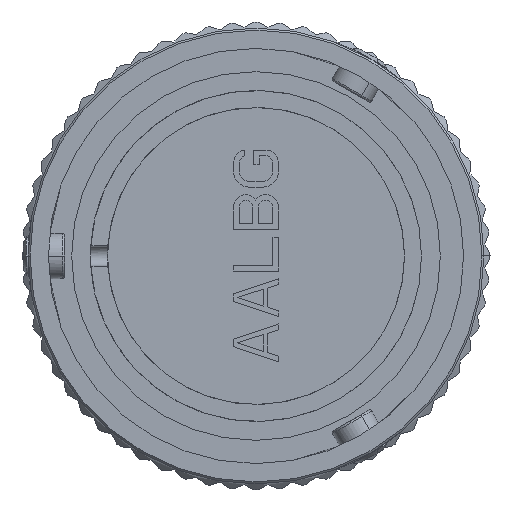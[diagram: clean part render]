
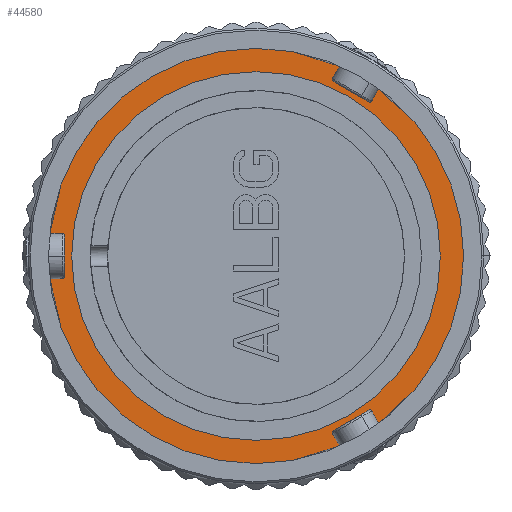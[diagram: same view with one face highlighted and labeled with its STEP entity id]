
A CAD part, left-side view. The second image highlights one B-rep face of the part: STEP entity #44580.
In plain terms, the highlighted planar face has unit normal (-1, 0, 0).
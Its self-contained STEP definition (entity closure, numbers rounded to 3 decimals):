
#3572=CARTESIAN_POINT('',(20.26,0.,0.));
#3573=DIRECTION('',(-1.,0.,0.));
#3574=DIRECTION('',(0.,-1.,0.));
#3575=AXIS2_PLACEMENT_3D('',#3572,#3573,#3574);
#3724=CARTESIAN_POINT('',(20.26,0.,0.));
#3725=DIRECTION('',(-1.,0.,0.));
#3726=DIRECTION('',(0.,1.,0.));
#3727=AXIS2_PLACEMENT_3D('',#3724,#3725,#3726);
#3940=CARTESIAN_POINT('',(20.26,0.,0.));
#3941=DIRECTION('',(1.,0.,0.));
#3942=DIRECTION('',(0.,1.,0.));
#3943=AXIS2_PLACEMENT_3D('',#3940,#3941,#3942);
#3945=CARTESIAN_POINT('',(20.26,0.,0.));
#3946=DIRECTION('',(1.,0.,0.));
#3947=DIRECTION('',(0.,-1.,0.));
#3948=AXIS2_PLACEMENT_3D('',#3945,#3946,#3947);
#39901=CARTESIAN_POINT('',(20.26,18.3,0.));
#39902=CARTESIAN_POINT('',(20.26,-18.3,0.));
#39903=VERTEX_POINT('',#39901);
#39904=VERTEX_POINT('',#39902);
#39948=CARTESIAN_POINT('',(20.26,20.61,-0.002));
#39949=CARTESIAN_POINT('',(20.26,-20.61,0.002));
#39950=VERTEX_POINT('',#39948);
#39951=VERTEX_POINT('',#39949);
#44564=CARTESIAN_POINT('',(20.26,0.,0.));
#44565=DIRECTION('',(1.,0.,0.));
#44566=DIRECTION('',(0.,0.,1.));
#44567=AXIS2_PLACEMENT_3D('',#44564,#44565,#44566);
#44568=PLANE('1126',#44567);
#44570=ORIENTED_EDGE('9933',*,*,#44569,.F.);
#44571=ORIENTED_EDGE('9935',*,*,#44537,.F.);
#44572=EDGE_LOOP('1126',(#44570,#44571));
#44573=FACE_OUTER_BOUND('1126',#44572,.F.);
#44575=ORIENTED_EDGE('9906',*,*,#44574,.F.);
#44577=ORIENTED_EDGE('9908',*,*,#44576,.F.);
#44578=EDGE_LOOP('1126',(#44575,#44577));
#44579=FACE_BOUND('1126',#44578,.F.);
#3576=CIRCLE('9935',#3575,20.61);
#3728=CIRCLE('9933',#3727,20.61);
#3944=CIRCLE('9906',#3943,18.3);
#3949=CIRCLE('9908',#3948,18.3);
#44537=EDGE_CURVE('9935',#39951,#39950,#3576,.T.);
#44569=EDGE_CURVE('9933',#39950,#39951,#3728,.T.);
#44574=EDGE_CURVE('9906',#39903,#39904,#3944,.T.);
#44576=EDGE_CURVE('9908',#39904,#39903,#3949,.T.);
#44580=ADVANCED_FACE('1126',(#44573,#44579),#44568,.F.);
